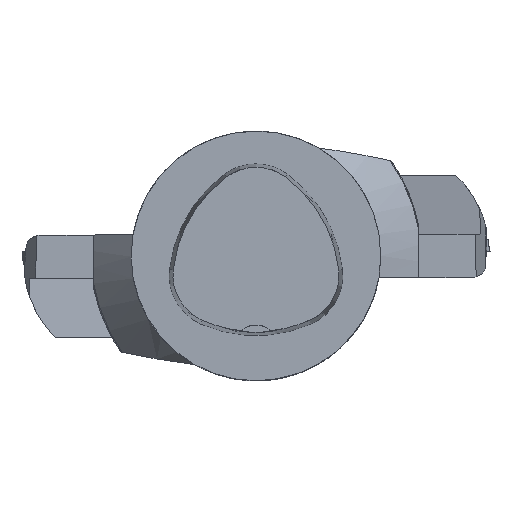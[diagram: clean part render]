
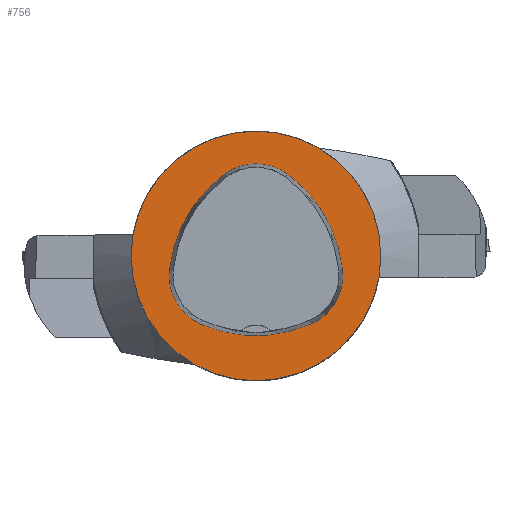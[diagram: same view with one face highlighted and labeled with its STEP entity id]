
A CAD part, top view. The second image highlights one B-rep face of the part: STEP entity #756.
In plain terms, the highlighted planar face has unit normal (0, 0, 1).
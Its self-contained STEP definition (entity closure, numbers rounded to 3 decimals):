
#318=FACE_BOUND('',#1281,.T.);
#319=FACE_BOUND('',#1282,.T.);
#553=CIRCLE('',#3965,40.);
#560=CIRCLE('',#4027,44.);
#562=CIRCLE('',#4030,17.);
#564=CIRCLE('',#4033,44.);
#566=CIRCLE('',#4036,17.);
#570=CIRCLE('',#4041,44.);
#572=CIRCLE('',#4044,17.);
#756=ADVANCED_FACE('',(#318,#319),#887,.T.);
#887=PLANE('',#4049);
#1281=EDGE_LOOP('',(#2218,#2219,#2220,#2221,#2222,#2223));
#1282=EDGE_LOOP('',(#2224));
#2218=ORIENTED_EDGE('',*,*,#3060,.T.);
#2219=ORIENTED_EDGE('',*,*,#3040,.T.);
#2220=ORIENTED_EDGE('',*,*,#3044,.T.);
#2221=ORIENTED_EDGE('',*,*,#3047,.T.);
#2222=ORIENTED_EDGE('',*,*,#3050,.T.);
#2223=ORIENTED_EDGE('',*,*,#3058,.T.);
#2224=ORIENTED_EDGE('',*,*,#2909,.F.);
#2486=VERTEX_POINT('',#6069);
#2573=VERTEX_POINT('',#6662);
#2574=VERTEX_POINT('',#6663);
#2577=VERTEX_POINT('',#6671);
#2579=VERTEX_POINT('',#6677);
#2581=VERTEX_POINT('',#6683);
#2588=VERTEX_POINT('',#6704);
#2909=EDGE_CURVE('',#2486,#2486,#553,.T.);
#3040=EDGE_CURVE('',#2573,#2574,#560,.T.);
#3044=EDGE_CURVE('',#2574,#2577,#562,.T.);
#3047=EDGE_CURVE('',#2577,#2579,#564,.T.);
#3050=EDGE_CURVE('',#2579,#2581,#566,.T.);
#3058=EDGE_CURVE('',#2581,#2588,#570,.T.);
#3060=EDGE_CURVE('',#2588,#2573,#572,.T.);
#3965=AXIS2_PLACEMENT_3D('',#6068,#4682,#4683);
#4027=AXIS2_PLACEMENT_3D('',#6661,#4874,#4875);
#4030=AXIS2_PLACEMENT_3D('',#6670,#4882,#4883);
#4033=AXIS2_PLACEMENT_3D('',#6676,#4889,#4890);
#4036=AXIS2_PLACEMENT_3D('',#6682,#4896,#4897);
#4041=AXIS2_PLACEMENT_3D('',#6705,#4908,#4909);
#4044=AXIS2_PLACEMENT_3D('',#6708,#4914,#4915);
#4049=AXIS2_PLACEMENT_3D('',#6713,#4924,#4925);
#4682=DIRECTION('',(0.,0.,-1.));
#4683=DIRECTION('',(-1.,0.,0.));
#4874=DIRECTION('',(0.,0.,-1.));
#4875=DIRECTION('',(-1.,0.,0.));
#4882=DIRECTION('',(0.,0.,-1.));
#4883=DIRECTION('',(-1.,0.,0.));
#4889=DIRECTION('',(0.,0.,-1.));
#4890=DIRECTION('',(-1.,0.,0.));
#4896=DIRECTION('',(0.,0.,-1.));
#4897=DIRECTION('',(-1.,0.,0.));
#4908=DIRECTION('',(0.,0.,-1.));
#4909=DIRECTION('',(-1.,0.,0.));
#4914=DIRECTION('',(0.,0.,-1.));
#4915=DIRECTION('',(-1.,0.,0.));
#4924=DIRECTION('',(0.,0.,1.));
#4925=DIRECTION('',(1.,0.,0.));
#6068=CARTESIAN_POINT('',(0.,0.,0.));
#6069=CARTESIAN_POINT('',(-40.,0.,0.));
#6661=CARTESIAN_POINT('',(16.01,-9.224,0.));
#6662=CARTESIAN_POINT('',(-27.722,-4.378,0.));
#6663=CARTESIAN_POINT('',(-10.119,26.178,0.));
#6670=CARTESIAN_POINT('',(-0.023,12.5,0.));
#6671=CARTESIAN_POINT('',(10.049,26.194,0.));
#6676=CARTESIAN_POINT('',(-16.021,-9.25,0.));
#6677=CARTESIAN_POINT('',(27.71,-4.394,0.));
#6682=CARTESIAN_POINT('',(10.814,-6.27,0.));
#6683=CARTESIAN_POINT('',(17.611,-21.852,0.));
#6704=CARTESIAN_POINT('',(-17.652,-21.819,0.));
#6705=CARTESIAN_POINT('',(0.017,18.477,0.));
#6708=CARTESIAN_POINT('',(-10.825,-6.25,0.));
#6713=CARTESIAN_POINT('',(0.,0.,0.));
